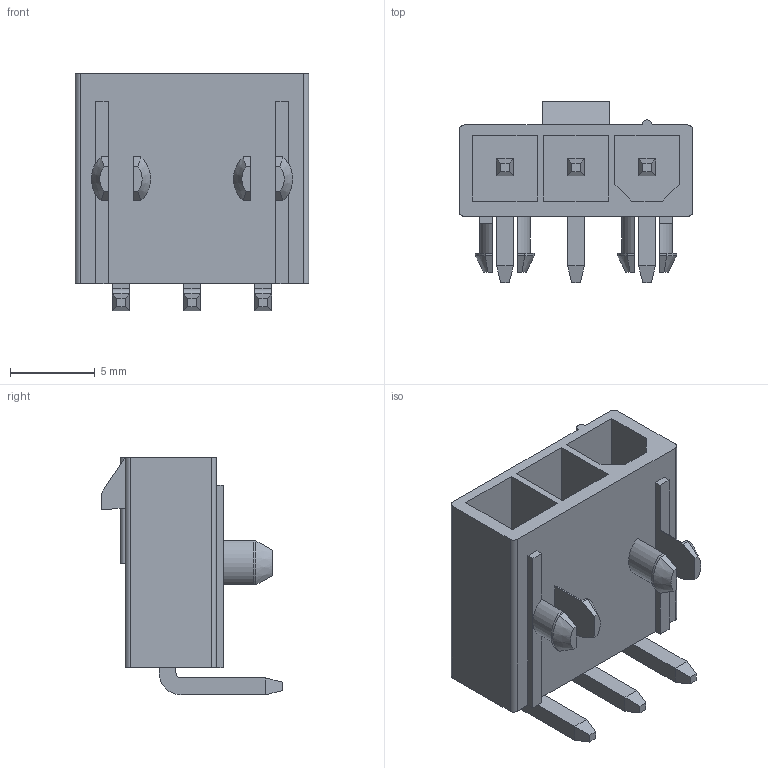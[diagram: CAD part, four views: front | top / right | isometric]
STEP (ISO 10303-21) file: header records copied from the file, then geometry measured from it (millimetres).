
FILE_DESCRIPTION( ( 'STEP AP214' ), '1' );
FILE_NAME( 'psolqas08310656116.stp', '2019-02-18T07:31:06', ( '' ), ( '' ), ' ', 'PARTsolutions', ' ' );
FILE_SCHEMA( ( 'AUTOMOTIVE_DESIGN { 1 0 10303 214 1 1 1 1 }' ) );
Length unit declared in the file: metre
Products named in the file (1): 1
Bounding box: 13.8 x 10.7 x 14.05 mm (x, y, z)
Volume: 605.3 mm3; surface area: 1287.6 mm2
Topology: 1 solids, 1 shells, 148 faces, 361 edges, 226 vertices
Faces by surface type: plane 125, cylinder 19, cone 4
Entity records: 4257 total; most frequent: CARTESIAN_POINT 757, ORIENTED_EDGE 722, DIRECTION 695, EDGE_CURVE 361, LINE 309, VECTOR 309, VERTEX_POINT 226, AXIS2_PLACEMENT_3D 193
